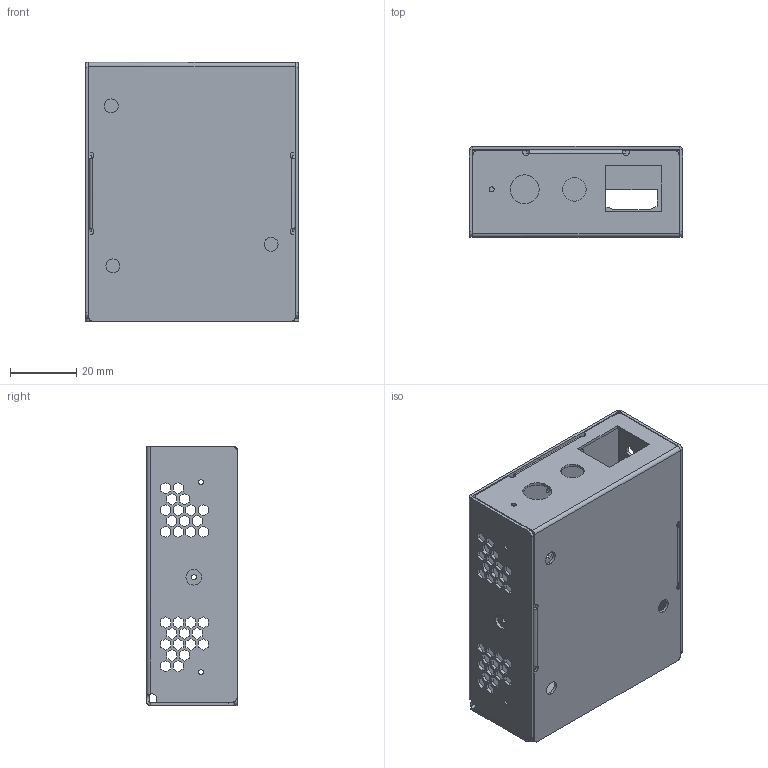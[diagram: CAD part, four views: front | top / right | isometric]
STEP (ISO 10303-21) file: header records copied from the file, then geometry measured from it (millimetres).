
FILE_DESCRIPTION (( 'STEP AP214' ), '1' );
FILE_NAME ('ST-C6HD-HDBT-R.STEP', '2015-05-21T13:47:18', ( 'test' ), ( '' ), 'SwSTEP 2.0', 'SolidWorks 2011', '' );
FILE_SCHEMA (( 'AUTOMOTIVE_DESIGN' ));
Length unit declared in the file: millimetre
Products named in the file (3): MP4481; MP4567; ST-C6HD-HDBT-R
Assembly tree (2 placements, depth 2):
  ST-C6HD-HDBT-R
    MP4567
    MP4481
Bounding box: 64.41 x 27.38 x 78.18 mm (x, y, z)
Volume: 14701.2 mm3; surface area: 35857.5 mm2
Topology: 2 solids, 2 shells, 722 faces, 2098 edges, 1380 vertices
Faces by surface type: plane 630, cylinder 82, bspline 10
Entity records: 24182 total; most frequent: CARTESIAN_POINT 4577, ORIENTED_EDGE 4196, DIRECTION 3640, EDGE_CURVE 2098, LINE 1902, VECTOR 1902, VERTEX_POINT 1380, EDGE_LOOP 938
